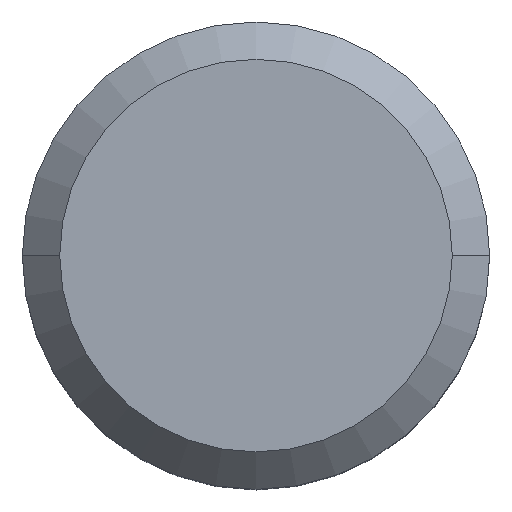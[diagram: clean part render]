
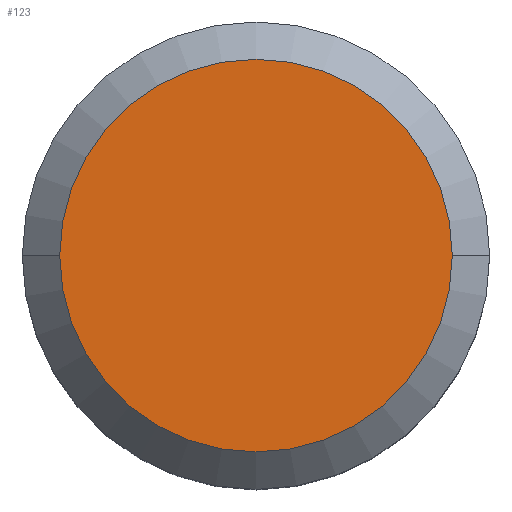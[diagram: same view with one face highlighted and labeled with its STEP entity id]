
A CAD part, top view. The second image highlights one B-rep face of the part: STEP entity #123.
In plain terms, the highlighted planar face has unit normal (0, 0, 1).
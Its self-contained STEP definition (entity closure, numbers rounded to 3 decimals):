
#103=EDGE_CURVE('',#121,#131,#212,.T.);
#109=EDGE_CURVE('',#131,#121,#218,.T.);
#121=VERTEX_POINT('',#232);
#123=ADVANCED_FACE('',(#234),#235,.T.);
#131=VERTEX_POINT('',#243);
#212=CIRCLE('',#328,10.5);
#218=CIRCLE('',#336,10.5);
#232=CARTESIAN_POINT('',(-10.5,0.,20.0));
#234=FACE_OUTER_BOUND('',#357,.T.);
#235=PLANE('',#358);
#243=CARTESIAN_POINT('',(10.5,0.,20.0));
#328=AXIS2_PLACEMENT_3D('',#462,#463,#464);
#336=AXIS2_PLACEMENT_3D('',#468,#469,#470);
#357=EDGE_LOOP('',(#485,#486));
#358=AXIS2_PLACEMENT_3D('',#487,#488,#489);
#462=CARTESIAN_POINT('',(0.0,0.,20.0));
#463=DIRECTION('',(0.0,0.,-1.0));
#464=DIRECTION('',(1.0,0.0,0.0));
#468=CARTESIAN_POINT('',(0.0,0.,20.0));
#469=DIRECTION('',(0.0,0.,-1.0));
#470=DIRECTION('',(1.0,0.0,0.0));
#485=ORIENTED_EDGE('',*,*,#109,.F.);
#486=ORIENTED_EDGE('',*,*,#103,.F.);
#487=CARTESIAN_POINT('',(5.25,0.,20.0));
#488=DIRECTION('',(0.0,0.,1.0));
#489=DIRECTION('',(-1.0,0.0,0.0));
